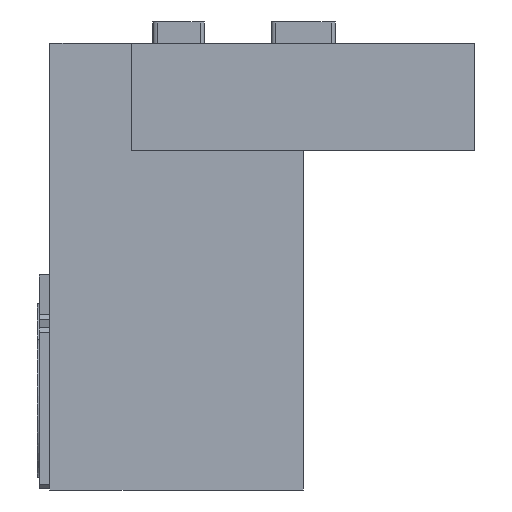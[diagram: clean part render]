
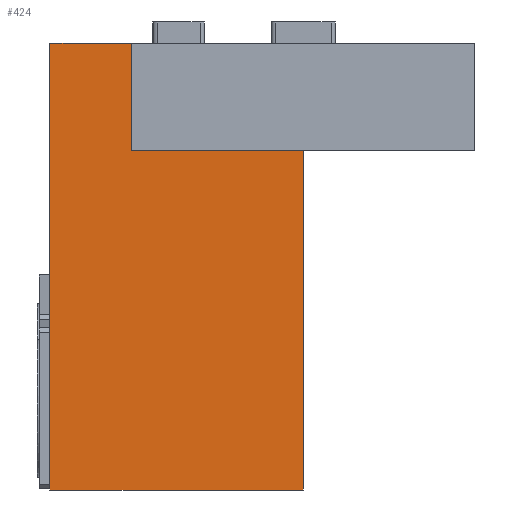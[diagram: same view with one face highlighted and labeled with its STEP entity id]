
A CAD part, front view. The second image highlights one B-rep face of the part: STEP entity #424.
In plain terms, the highlighted planar face has unit normal (0, -1, 0).
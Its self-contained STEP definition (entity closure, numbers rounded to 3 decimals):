
#46=FACE_OUTER_BOUND('',#596,.T.);
#107=PLANE('',#1420);
#184=LINE('',#2241,#313);
#201=LINE('',#2291,#330);
#205=LINE('',#2299,#334);
#206=LINE('',#2302,#335);
#207=LINE('',#2303,#336);
#208=LINE('',#2304,#337);
#313=VECTOR('',#1583,1.);
#330=VECTOR('',#1620,1.);
#334=VECTOR('',#1626,1.);
#335=VECTOR('',#1627,1.);
#336=VECTOR('',#1628,1.);
#337=VECTOR('',#1629,1.);
#424=ADVANCED_FACE('',(#46),#107,.T.);
#596=EDGE_LOOP('',(#768,#769,#770,#771,#772,#773));
#768=ORIENTED_EDGE('',*,*,#1234,.T.);
#769=ORIENTED_EDGE('',*,*,#1235,.F.);
#770=ORIENTED_EDGE('',*,*,#1230,.F.);
#771=ORIENTED_EDGE('',*,*,#1236,.T.);
#772=ORIENTED_EDGE('',*,*,#1205,.F.);
#773=ORIENTED_EDGE('',*,*,#1237,.T.);
#1069=VERTEX_POINT('',#2240);
#1070=VERTEX_POINT('',#2242);
#1092=VERTEX_POINT('',#2290);
#1093=VERTEX_POINT('',#2292);
#1096=VERTEX_POINT('',#2300);
#1097=VERTEX_POINT('',#2301);
#1205=EDGE_CURVE('',#1069,#1070,#184,.T.);
#1230=EDGE_CURVE('',#1092,#1093,#201,.T.);
#1234=EDGE_CURVE('',#1096,#1097,#205,.T.);
#1235=EDGE_CURVE('',#1093,#1097,#206,.T.);
#1236=EDGE_CURVE('',#1092,#1070,#207,.T.);
#1237=EDGE_CURVE('',#1069,#1096,#208,.T.);
#1420=AXIS2_PLACEMENT_3D('',#2305,#1630,#1631);
#1583=DIRECTION('',(1.,0.,0.));
#1620=DIRECTION('',(1.,0.,0.));
#1626=DIRECTION('',(1.,0.,0.));
#1627=DIRECTION('',(0.,0.,-1.));
#1628=DIRECTION('',(0.,0.,1.));
#1629=DIRECTION('',(0.,0.,-1.));
#1630=DIRECTION('',(0.,-1.,0.));
#1631=DIRECTION('',(0.,0.,1.));
#2240=CARTESIAN_POINT('',(-59.,-19.5,0.));
#2241=CARTESIAN_POINT('',(-59.,-19.5,0.));
#2242=CARTESIAN_POINT('',(-40.,-19.5,0.));
#2290=CARTESIAN_POINT('',(-40.,-19.5,-25.));
#2291=CARTESIAN_POINT('',(-59.,-19.5,-25.));
#2292=CARTESIAN_POINT('',(0.,-19.5,-25.));
#2299=CARTESIAN_POINT('',(-59.,-19.5,-104.));
#2300=CARTESIAN_POINT('',(-59.,-19.5,-104.));
#2301=CARTESIAN_POINT('',(0.,-19.5,-104.));
#2302=CARTESIAN_POINT('',(0.,-19.5,-25.));
#2303=CARTESIAN_POINT('',(-40.,-19.5,-190.47));
#2304=CARTESIAN_POINT('',(-59.,-19.5,-25.));
#2305=CARTESIAN_POINT('',(-59.,-19.5,-25.));
